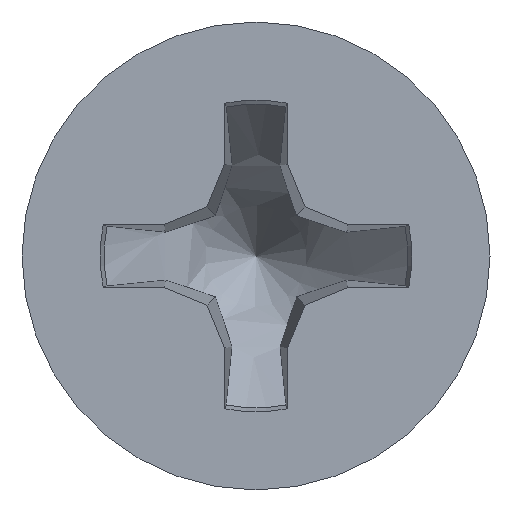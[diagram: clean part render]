
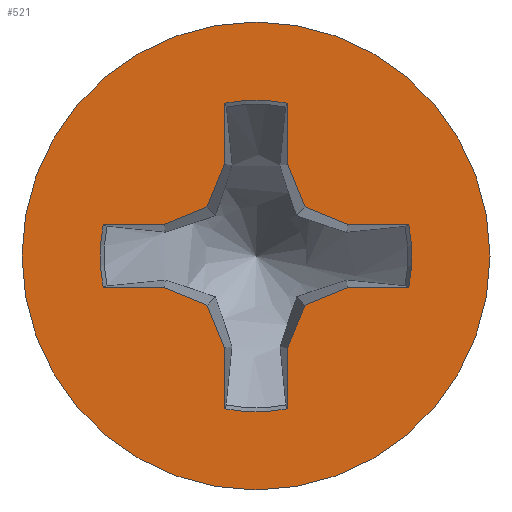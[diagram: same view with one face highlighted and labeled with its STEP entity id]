
A CAD part, top view. The second image highlights one B-rep face of the part: STEP entity #521.
In plain terms, the highlighted planar face has unit normal (0, 0, 1).
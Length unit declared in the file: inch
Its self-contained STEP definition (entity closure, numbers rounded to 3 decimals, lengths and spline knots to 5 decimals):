
#31=PLANE('',#562);
#51=FACE_BOUND('',#190,.T.);
#56=LINE('',#6301,#93);
#57=LINE('',#6305,#94);
#58=LINE('',#6307,#95);
#59=LINE('',#6309,#96);
#60=LINE('',#6311,#97);
#61=LINE('',#6315,#98);
#62=LINE('',#6317,#99);
#63=LINE('',#6319,#100);
#64=LINE('',#6321,#101);
#65=LINE('',#6325,#102);
#66=LINE('',#6327,#103);
#67=LINE('',#6329,#104);
#68=LINE('',#6331,#105);
#69=LINE('',#6335,#106);
#70=LINE('',#6337,#107);
#71=LINE('',#6338,#108);
#93=VECTOR('',#618,0.06199);
#94=VECTOR('',#621,0.06199);
#95=VECTOR('',#622,0.04745);
#96=VECTOR('',#623,0.04745);
#97=VECTOR('',#624,0.06199);
#98=VECTOR('',#627,0.06199);
#99=VECTOR('',#628,0.04745);
#100=VECTOR('',#629,0.04745);
#101=VECTOR('',#630,0.06199);
#102=VECTOR('',#633,0.06199);
#103=VECTOR('',#634,0.04745);
#104=VECTOR('',#635,0.04745);
#105=VECTOR('',#636,0.06199);
#106=VECTOR('',#639,0.06199);
#107=VECTOR('',#640,0.04745);
#108=VECTOR('',#641,0.04745);
#133=CIRCLE('',#561,0.2385);
#134=CIRCLE('',#563,0.159);
#135=CIRCLE('',#564,0.159);
#136=CIRCLE('',#565,0.159);
#137=CIRCLE('',#566,0.159);
#157=FACE_OUTER_BOUND('',#189,.T.);
#189=EDGE_LOOP('',(#382));
#190=EDGE_LOOP('',(#383,#384,#385,#386,#387,#388,#389,#390,#391,#392,#393,
#394,#395,#396,#397,#398,#399,#400,#401,#402));
#238=VERTEX_POINT('',#6296);
#239=VERTEX_POINT('',#6299);
#240=VERTEX_POINT('',#6300);
#241=VERTEX_POINT('',#6302);
#242=VERTEX_POINT('',#6304);
#243=VERTEX_POINT('',#6306);
#244=VERTEX_POINT('',#6308);
#245=VERTEX_POINT('',#6310);
#246=VERTEX_POINT('',#6312);
#247=VERTEX_POINT('',#6314);
#248=VERTEX_POINT('',#6316);
#249=VERTEX_POINT('',#6318);
#250=VERTEX_POINT('',#6320);
#251=VERTEX_POINT('',#6322);
#252=VERTEX_POINT('',#6324);
#253=VERTEX_POINT('',#6326);
#254=VERTEX_POINT('',#6328);
#255=VERTEX_POINT('',#6330);
#256=VERTEX_POINT('',#6332);
#257=VERTEX_POINT('',#6334);
#258=VERTEX_POINT('',#6336);
#295=EDGE_CURVE('',#238,#238,#133,.T.);
#296=EDGE_CURVE('',#239,#240,#56,.T.);
#297=EDGE_CURVE('',#241,#239,#134,.T.);
#298=EDGE_CURVE('',#242,#241,#57,.T.);
#299=EDGE_CURVE('',#243,#242,#58,.T.);
#300=EDGE_CURVE('',#244,#243,#59,.T.);
#301=EDGE_CURVE('',#245,#244,#60,.T.);
#302=EDGE_CURVE('',#246,#245,#135,.T.);
#303=EDGE_CURVE('',#247,#246,#61,.T.);
#304=EDGE_CURVE('',#248,#247,#62,.T.);
#305=EDGE_CURVE('',#249,#248,#63,.T.);
#306=EDGE_CURVE('',#250,#249,#64,.T.);
#307=EDGE_CURVE('',#251,#250,#136,.T.);
#308=EDGE_CURVE('',#252,#251,#65,.T.);
#309=EDGE_CURVE('',#253,#252,#66,.T.);
#310=EDGE_CURVE('',#254,#253,#67,.T.);
#311=EDGE_CURVE('',#255,#254,#68,.T.);
#312=EDGE_CURVE('',#256,#255,#137,.T.);
#313=EDGE_CURVE('',#257,#256,#69,.T.);
#314=EDGE_CURVE('',#258,#257,#70,.T.);
#315=EDGE_CURVE('',#240,#258,#71,.T.);
#382=ORIENTED_EDGE('',*,*,#295,.F.);
#383=ORIENTED_EDGE('',*,*,#296,.F.);
#384=ORIENTED_EDGE('',*,*,#297,.F.);
#385=ORIENTED_EDGE('',*,*,#298,.F.);
#386=ORIENTED_EDGE('',*,*,#299,.F.);
#387=ORIENTED_EDGE('',*,*,#300,.F.);
#388=ORIENTED_EDGE('',*,*,#301,.F.);
#389=ORIENTED_EDGE('',*,*,#302,.F.);
#390=ORIENTED_EDGE('',*,*,#303,.F.);
#391=ORIENTED_EDGE('',*,*,#304,.F.);
#392=ORIENTED_EDGE('',*,*,#305,.F.);
#393=ORIENTED_EDGE('',*,*,#306,.F.);
#394=ORIENTED_EDGE('',*,*,#307,.F.);
#395=ORIENTED_EDGE('',*,*,#308,.F.);
#396=ORIENTED_EDGE('',*,*,#309,.F.);
#397=ORIENTED_EDGE('',*,*,#310,.F.);
#398=ORIENTED_EDGE('',*,*,#311,.F.);
#399=ORIENTED_EDGE('',*,*,#312,.F.);
#400=ORIENTED_EDGE('',*,*,#313,.F.);
#401=ORIENTED_EDGE('',*,*,#314,.F.);
#402=ORIENTED_EDGE('',*,*,#315,.F.);
#521=ADVANCED_FACE('',(#157,#51),#31,.F.);
#561=AXIS2_PLACEMENT_3D('',#6297,#614,#615);
#562=AXIS2_PLACEMENT_3D('',#6298,#616,#617);
#563=AXIS2_PLACEMENT_3D('',#6303,#619,#620);
#564=AXIS2_PLACEMENT_3D('',#6313,#625,#626);
#565=AXIS2_PLACEMENT_3D('',#6323,#631,#632);
#566=AXIS2_PLACEMENT_3D('',#6333,#637,#638);
#614=DIRECTION('center_axis',(0.,0.,-1.));
#615=DIRECTION('ref_axis',(-1.,0.,0.));
#616=DIRECTION('center_axis',(0.,0.,-1.));
#617=DIRECTION('ref_axis',(0.,1.,0.));
#618=DIRECTION('',(0.,-1.,0.));
#619=DIRECTION('center_axis',(0.,0.,1.));
#620=DIRECTION('ref_axis',(0.2,0.98,0.));
#621=DIRECTION('',(0.,1.,0.));
#622=DIRECTION('',(-0.383,0.924,0.));
#623=DIRECTION('',(-0.924,0.383,0.));
#624=DIRECTION('',(-1.,0.,0.));
#625=DIRECTION('center_axis',(0.,0.,1.));
#626=DIRECTION('ref_axis',(0.98,-0.2,0.));
#627=DIRECTION('',(1.,0.,0.));
#628=DIRECTION('',(0.924,0.383,0.));
#629=DIRECTION('',(0.383,0.924,0.));
#630=DIRECTION('',(0.,1.,0.));
#631=DIRECTION('center_axis',(0.,0.,1.));
#632=DIRECTION('ref_axis',(-0.2,-0.98,0.));
#633=DIRECTION('',(0.,-1.,0.));
#634=DIRECTION('',(0.383,-0.924,0.));
#635=DIRECTION('',(0.924,-0.383,0.));
#636=DIRECTION('',(1.,0.,0.));
#637=DIRECTION('center_axis',(0.,0.,1.));
#638=DIRECTION('ref_axis',(-0.98,0.2,0.));
#639=DIRECTION('',(-1.,0.,0.));
#640=DIRECTION('',(-0.924,-0.383,0.));
#641=DIRECTION('',(-0.383,-0.924,0.));
#6296=CARTESIAN_POINT('',(0.2385,0.,0.153));
#6297=CARTESIAN_POINT('Origin',(0.,0.,0.153));
#6298=CARTESIAN_POINT('Origin',(0.,0.125,0.153));
#6299=CARTESIAN_POINT('',(-0.0318,0.15579,0.153));
#6300=CARTESIAN_POINT('',(-0.0318,0.09379,0.153));
#6301=CARTESIAN_POINT('',(-0.0318,0.15579,0.153));
#6302=CARTESIAN_POINT('',(0.0318,0.15579,0.153));
#6303=CARTESIAN_POINT('Origin',(0.,0.,0.153));
#6304=CARTESIAN_POINT('',(0.0318,0.09379,0.153));
#6305=CARTESIAN_POINT('',(0.0318,0.09379,0.153));
#6306=CARTESIAN_POINT('',(0.04996,0.04996,0.153));
#6307=CARTESIAN_POINT('',(0.04996,0.04996,0.153));
#6308=CARTESIAN_POINT('',(0.09379,0.0318,0.153));
#6309=CARTESIAN_POINT('',(0.09379,0.0318,0.153));
#6310=CARTESIAN_POINT('',(0.15579,0.0318,0.153));
#6311=CARTESIAN_POINT('',(0.15579,0.0318,0.153));
#6312=CARTESIAN_POINT('',(0.15579,-0.0318,0.153));
#6313=CARTESIAN_POINT('Origin',(0.,0.,0.153));
#6314=CARTESIAN_POINT('',(0.09379,-0.0318,0.153));
#6315=CARTESIAN_POINT('',(0.09379,-0.0318,0.153));
#6316=CARTESIAN_POINT('',(0.04996,-0.04996,0.153));
#6317=CARTESIAN_POINT('',(0.04996,-0.04996,0.153));
#6318=CARTESIAN_POINT('',(0.0318,-0.09379,0.153));
#6319=CARTESIAN_POINT('',(0.0318,-0.09379,0.153));
#6320=CARTESIAN_POINT('',(0.0318,-0.15579,0.153));
#6321=CARTESIAN_POINT('',(0.0318,-0.15579,0.153));
#6322=CARTESIAN_POINT('',(-0.0318,-0.15579,0.153));
#6323=CARTESIAN_POINT('Origin',(0.,0.,0.153));
#6324=CARTESIAN_POINT('',(-0.0318,-0.09379,0.153));
#6325=CARTESIAN_POINT('',(-0.0318,-0.09379,0.153));
#6326=CARTESIAN_POINT('',(-0.04996,-0.04996,0.153));
#6327=CARTESIAN_POINT('',(-0.04996,-0.04996,0.153));
#6328=CARTESIAN_POINT('',(-0.09379,-0.0318,0.153));
#6329=CARTESIAN_POINT('',(-0.09379,-0.0318,0.153));
#6330=CARTESIAN_POINT('',(-0.15579,-0.0318,0.153));
#6331=CARTESIAN_POINT('',(-0.15579,-0.0318,0.153));
#6332=CARTESIAN_POINT('',(-0.15579,0.0318,0.153));
#6333=CARTESIAN_POINT('Origin',(0.,0.,0.153));
#6334=CARTESIAN_POINT('',(-0.09379,0.0318,0.153));
#6335=CARTESIAN_POINT('',(-0.09379,0.0318,0.153));
#6336=CARTESIAN_POINT('',(-0.04996,0.04996,0.153));
#6337=CARTESIAN_POINT('',(-0.04996,0.04996,0.153));
#6338=CARTESIAN_POINT('',(-0.0318,0.09379,0.153));
